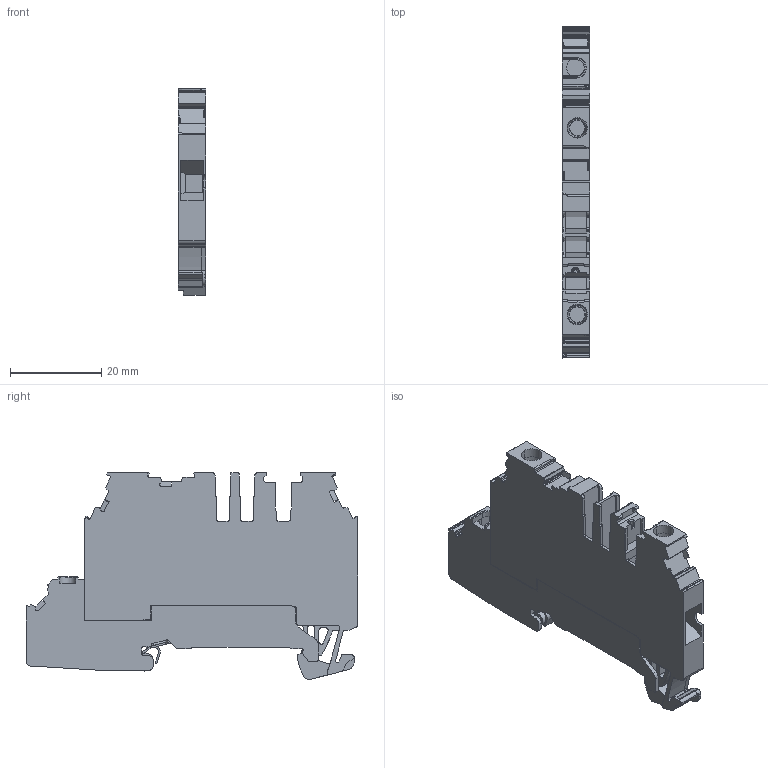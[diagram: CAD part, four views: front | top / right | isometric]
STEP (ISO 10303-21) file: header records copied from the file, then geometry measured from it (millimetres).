
FILE_DESCRIPTION(('CATIA V5 STEP Exchange','CAx-IF Rec.Pracs.--- Model Styling and Organization---1.4--- 2014-01-23'),'2;1');
FILE_NAME ('1473384-4_0', '2022-11-28T09:21:29+00:00', ('none'), ('Weidmueller'), 'CATIA Version 5-6 Release 2016 SP3 HF44', 'CATIA V5 STEP AP214', 'none');
FILE_SCHEMA(('AUTOMOTIVE_DESIGN { 1 0 10303 214 1 1 1 1 }'));
Length unit declared in the file: millimetre
Products named in the file (1): 2892700000
Bounding box: 6.1 x 72.95 x 45.46 mm (x, y, z)
Volume: 12515.4 mm3; surface area: 10275.2 mm2
Topology: 6 solids, 9 shells, 1023 faces, 2825 edges, 1819 vertices
Faces by surface type: plane 479, cylinder 353, extrusion 90, torus 43, cone 34, bspline 12, sphere 12
Entity records: 32917 total; most frequent: CARTESIAN_POINT 8097, ORIENTED_EDGE 5626, DIRECTION 4181, EDGE_CURVE 2813, VECTOR 1901, VERTEX_POINT 1819, LINE 1811, AXIS2_PLACEMENT_3D 1481
